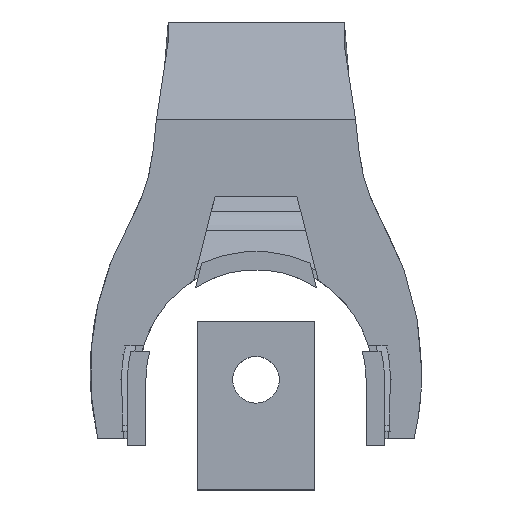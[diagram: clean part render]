
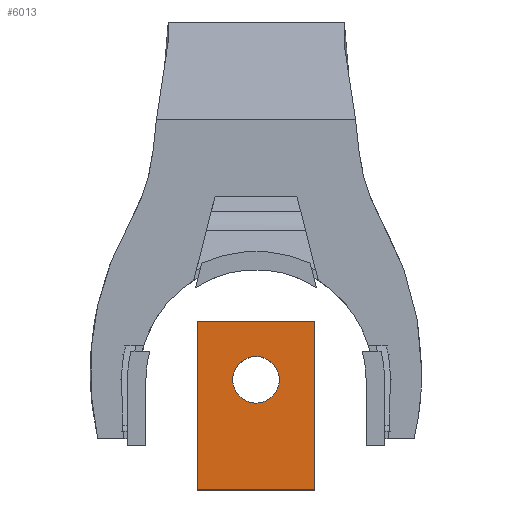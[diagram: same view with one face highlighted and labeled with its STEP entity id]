
A CAD part, top view. The second image highlights one B-rep face of the part: STEP entity #6013.
In plain terms, the highlighted planar face has unit normal (0, 0, 1).
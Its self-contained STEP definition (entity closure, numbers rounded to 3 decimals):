
#205 = ORIENTED_EDGE ( 'NONE', *, *, #5767, .F. ) ;
#345 = CIRCLE ( 'NONE', #5500, 3.176 ) ;
#436 = VECTOR ( 'NONE', #3207, 1000. ) ;
#577 = PLANE ( 'NONE',  #2018 ) ;
#623 = EDGE_LOOP ( 'NONE', ( #205, #4471 ) ) ;
#682 = CARTESIAN_POINT ( 'NONE',  ( 0., -15., 2. ) ) ;
#713 = DIRECTION ( 'NONE',  ( 0., 0., 1. ) ) ;
#726 = EDGE_LOOP ( 'NONE', ( #1567, #3233, #3718, #2645 ) ) ;
#855 = AXIS2_PLACEMENT_3D ( 'NONE', #1231, #4273, #5773 ) ;
#968 = VECTOR ( 'NONE', #4527, 1000. ) ;
#1231 = CARTESIAN_POINT ( 'NONE',  ( 0., 0., 2. ) ) ;
#1545 = EDGE_CURVE ( 'NONE', #3302, #3293, #2551, .T. ) ;
#1567 = ORIENTED_EDGE ( 'NONE', *, *, #1545, .F. ) ;
#1649 = CARTESIAN_POINT ( 'NONE',  ( 0., 0., 2. ) ) ;
#1758 = CARTESIAN_POINT ( 'NONE',  ( 8., -15., 2. ) ) ;
#2018 = AXIS2_PLACEMENT_3D ( 'NONE', #1649, #2619, #4147 ) ;
#2039 = DIRECTION ( 'NONE',  ( 1., 0., 0. ) ) ;
#2072 = CARTESIAN_POINT ( 'NONE',  ( 8., 0., 2. ) ) ;
#2204 = EDGE_CURVE ( 'NONE', #4327, #3293, #5557, .T. ) ;
#2360 = CARTESIAN_POINT ( 'NONE',  ( -3.176, 0., 2. ) ) ;
#2551 = LINE ( 'NONE', #2072, #6310 ) ;
#2619 = DIRECTION ( 'NONE',  ( 0., 0., 1. ) ) ;
#2645 = ORIENTED_EDGE ( 'NONE', *, *, #2204, .T. ) ;
#2657 = FACE_BOUND ( 'NONE', #623, .T. ) ;
#2704 = VERTEX_POINT ( 'NONE', #6090 ) ;
#2858 = VERTEX_POINT ( 'NONE', #3717 ) ;
#3095 = EDGE_CURVE ( 'NONE', #2858, #4327, #4561, .T. ) ;
#3207 = DIRECTION ( 'NONE',  ( 1., 0., 0. ) ) ;
#3233 = ORIENTED_EDGE ( 'NONE', *, *, #3727, .F. ) ;
#3293 = VERTEX_POINT ( 'NONE', #1758 ) ;
#3302 = VERTEX_POINT ( 'NONE', #3801 ) ;
#3612 = DIRECTION ( 'NONE',  ( 1., 0., 0. ) ) ;
#3633 = VERTEX_POINT ( 'NONE', #2360 ) ;
#3695 = FACE_OUTER_BOUND ( 'NONE', #726, .T. ) ;
#3717 = CARTESIAN_POINT ( 'NONE',  ( -8., 8., 2. ) ) ;
#3718 = ORIENTED_EDGE ( 'NONE', *, *, #3095, .T. ) ;
#3727 = EDGE_CURVE ( 'NONE', #2858, #3302, #4997, .T. ) ;
#3801 = CARTESIAN_POINT ( 'NONE',  ( 8., 8., 2. ) ) ;
#4147 = DIRECTION ( 'NONE',  ( 1., 0., 0. ) ) ;
#4273 = DIRECTION ( 'NONE',  ( 0., 0., 1. ) ) ;
#4327 = VERTEX_POINT ( 'NONE', #5485 ) ;
#4471 = ORIENTED_EDGE ( 'NONE', *, *, #4741, .F. ) ;
#4511 = DIRECTION ( 'NONE',  ( 0., -1., 0. ) ) ;
#4527 = DIRECTION ( 'NONE',  ( 0., -1., 0. ) ) ;
#4536 = CARTESIAN_POINT ( 'NONE',  ( 0., 8., 2. ) ) ;
#4561 = LINE ( 'NONE', #5561, #968 ) ;
#4593 = CARTESIAN_POINT ( 'NONE',  ( 0., 0., 2. ) ) ;
#4741 = EDGE_CURVE ( 'NONE', #3633, #2704, #6017, .T. ) ;
#4997 = LINE ( 'NONE', #4536, #5205 ) ;
#5205 = VECTOR ( 'NONE', #2039, 1000. ) ;
#5485 = CARTESIAN_POINT ( 'NONE',  ( -8., -15., 2. ) ) ;
#5500 = AXIS2_PLACEMENT_3D ( 'NONE', #4593, #713, #3612 ) ;
#5557 = LINE ( 'NONE', #682, #436 ) ;
#5561 = CARTESIAN_POINT ( 'NONE',  ( -8., 0., 2. ) ) ;
#5767 = EDGE_CURVE ( 'NONE', #2704, #3633, #345, .T. ) ;
#5773 = DIRECTION ( 'NONE',  ( 1., 0., 0. ) ) ;
#6013 = ADVANCED_FACE ( 'NONE', ( #2657, #3695 ), #577, .T. ) ;
#6017 = CIRCLE ( 'NONE', #855, 3.176 ) ;
#6090 = CARTESIAN_POINT ( 'NONE',  ( 3.176, 0., 2. ) ) ;
#6310 = VECTOR ( 'NONE', #4511, 1000. ) ;
